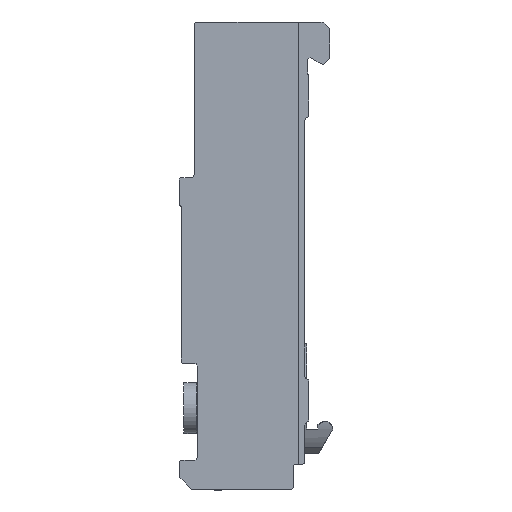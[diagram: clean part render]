
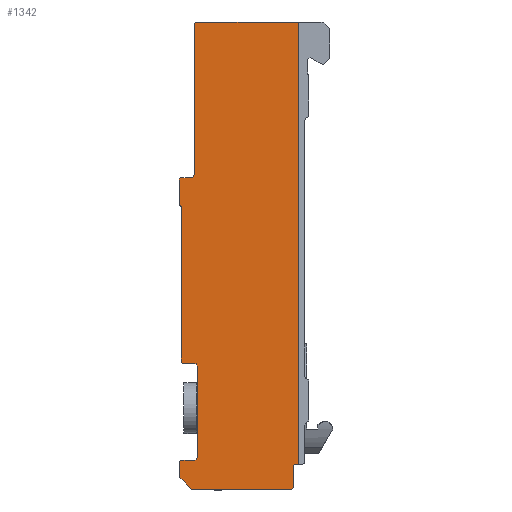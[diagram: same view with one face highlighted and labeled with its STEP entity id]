
A CAD part, front view. The second image highlights one B-rep face of the part: STEP entity #1342.
In plain terms, the highlighted planar face has unit normal (0, -1, 0).
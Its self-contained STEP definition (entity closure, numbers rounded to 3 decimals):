
#862=FACE_OUTER_BOUND('',#2743,.T.);
#1342=ADVANCED_FACE('',(#862),#1887,.F.);
#1887=PLANE('',#12117);
#2743=EDGE_LOOP('',(#6029,#6030,#6031,#6032,#6033,#6034,#6035,#6036,#6037,
#6038,#6039,#6040,#6041,#6042,#6043,#6044,#6045,#6046,#6047,#6048,#6049,
#6050,#6051,#6052,#6053,#6054,#6055));
#3521=LINE('',#17192,#4394);
#3572=LINE('',#17726,#4445);
#3609=LINE('',#17931,#4482);
#3629=LINE('',#17991,#4502);
#3664=LINE('',#18256,#4537);
#3694=LINE('',#18450,#4567);
#3700=LINE('',#18477,#4573);
#3704=LINE('',#18489,#4577);
#3708=LINE('',#18501,#4581);
#3712=LINE('',#18513,#4585);
#3720=LINE('',#18542,#4593);
#3728=LINE('',#18571,#4601);
#3736=LINE('',#18591,#4609);
#3758=LINE('',#18676,#4631);
#4394=VECTOR('',#13348,1.);
#4445=VECTOR('',#13509,1.);
#4482=VECTOR('',#13642,1.);
#4502=VECTOR('',#13702,1.);
#4537=VECTOR('',#13837,1.);
#4567=VECTOR('',#13943,1.);
#4573=VECTOR('',#13969,1.);
#4577=VECTOR('',#13981,1.);
#4581=VECTOR('',#13993,1.);
#4585=VECTOR('',#14005,1.);
#4593=VECTOR('',#14031,1.);
#4601=VECTOR('',#14057,1.);
#4609=VECTOR('',#14073,1.);
#4631=VECTOR('',#14163,1.);
#6029=ORIENTED_EDGE('',*,*,#10102,.F.);
#6030=ORIENTED_EDGE('',*,*,#10281,.T.);
#6031=ORIENTED_EDGE('',*,*,#10238,.F.);
#6032=ORIENTED_EDGE('',*,*,#10230,.F.);
#6033=ORIENTED_EDGE('',*,*,#9820,.F.);
#6034=ORIENTED_EDGE('',*,*,#10042,.F.);
#6035=ORIENTED_EDGE('',*,*,#10030,.F.);
#6036=ORIENTED_EDGE('',*,*,#10015,.F.);
#6037=ORIENTED_EDGE('',*,*,#10000,.F.);
#6038=ORIENTED_EDGE('',*,*,#9985,.F.);
#6039=ORIENTED_EDGE('',*,*,#9970,.F.);
#6040=ORIENTED_EDGE('',*,*,#10228,.F.);
#6041=ORIENTED_EDGE('',*,*,#9938,.F.);
#6042=ORIENTED_EDGE('',*,*,#9929,.F.);
#6043=ORIENTED_EDGE('',*,*,#9920,.F.);
#6044=ORIENTED_EDGE('',*,*,#10212,.F.);
#6045=ORIENTED_EDGE('',*,*,#10200,.F.);
#6046=ORIENTED_EDGE('',*,*,#10197,.F.);
#6047=ORIENTED_EDGE('',*,*,#10194,.F.);
#6048=ORIENTED_EDGE('',*,*,#10191,.F.);
#6049=ORIENTED_EDGE('',*,*,#10188,.F.);
#6050=ORIENTED_EDGE('',*,*,#10185,.F.);
#6051=ORIENTED_EDGE('',*,*,#10182,.F.);
#6052=ORIENTED_EDGE('',*,*,#10179,.F.);
#6053=ORIENTED_EDGE('',*,*,#10172,.F.);
#6054=ORIENTED_EDGE('',*,*,#10165,.F.);
#6055=ORIENTED_EDGE('',*,*,#10107,.F.);
#8612=VERTEX_POINT('',#17191);
#8613=VERTEX_POINT('',#17193);
#8689=VERTEX_POINT('',#17687);
#8692=VERTEX_POINT('',#17707);
#8697=VERTEX_POINT('',#17723);
#8703=VERTEX_POINT('',#17789);
#8727=VERTEX_POINT('',#17865);
#8730=VERTEX_POINT('',#17870);
#8739=VERTEX_POINT('',#17898);
#8749=VERTEX_POINT('',#17928);
#8759=VERTEX_POINT('',#17958);
#8769=VERTEX_POINT('',#17988);
#8817=VERTEX_POINT('',#18254);
#8819=VERTEX_POINT('',#18257);
#8822=VERTEX_POINT('',#18281);
#8857=VERTEX_POINT('',#18451);
#8862=VERTEX_POINT('',#18464);
#8868=VERTEX_POINT('',#18478);
#8870=VERTEX_POINT('',#18484);
#8872=VERTEX_POINT('',#18490);
#8874=VERTEX_POINT('',#18496);
#8876=VERTEX_POINT('',#18502);
#8878=VERTEX_POINT('',#18508);
#8880=VERTEX_POINT('',#18514);
#8882=VERTEX_POINT('',#18520);
#8905=VERTEX_POINT('',#18576);
#8907=VERTEX_POINT('',#18581);
#9820=EDGE_CURVE('',#8612,#8613,#3521,.T.);
#9920=EDGE_CURVE('',#8692,#8689,#11290,.T.);
#9929=EDGE_CURVE('',#8689,#8697,#3572,.T.);
#9938=EDGE_CURVE('',#8697,#8703,#11291,.T.);
#9970=EDGE_CURVE('',#8730,#8727,#11300,.T.);
#9985=EDGE_CURVE('',#8727,#8739,#11301,.T.);
#10000=EDGE_CURVE('',#8739,#8749,#3609,.T.);
#10015=EDGE_CURVE('',#8749,#8759,#11302,.T.);
#10030=EDGE_CURVE('',#8759,#8769,#3629,.T.);
#10042=EDGE_CURVE('',#8769,#8612,#11303,.T.);
#10102=EDGE_CURVE('',#8817,#8819,#3664,.T.);
#10107=EDGE_CURVE('',#8819,#8822,#11322,.T.);
#10165=EDGE_CURVE('',#8822,#8857,#3694,.T.);
#10172=EDGE_CURVE('',#8857,#8862,#11351,.T.);
#10179=EDGE_CURVE('',#8862,#8868,#3700,.T.);
#10182=EDGE_CURVE('',#8868,#8870,#11357,.T.);
#10185=EDGE_CURVE('',#8870,#8872,#3704,.T.);
#10188=EDGE_CURVE('',#8872,#8874,#11359,.T.);
#10191=EDGE_CURVE('',#8874,#8876,#3708,.T.);
#10194=EDGE_CURVE('',#8876,#8878,#11361,.T.);
#10197=EDGE_CURVE('',#8878,#8880,#3712,.T.);
#10200=EDGE_CURVE('',#8880,#8882,#11363,.T.);
#10212=EDGE_CURVE('',#8882,#8692,#3720,.T.);
#10228=EDGE_CURVE('',#8703,#8730,#3728,.T.);
#10230=EDGE_CURVE('',#8613,#8905,#11378,.T.);
#10238=EDGE_CURVE('',#8905,#8907,#3736,.T.);
#10281=EDGE_CURVE('',#8817,#8907,#3758,.T.);
#11290=CIRCLE('',#11879,0.2);
#11291=CIRCLE('',#11886,0.2);
#11300=CIRCLE('',#11908,0.2);
#11301=CIRCLE('',#11923,0.2);
#11302=CIRCLE('',#11943,0.2);
#11303=CIRCLE('',#11963,0.2);
#11322=CIRCLE('',#12002,0.2);
#11351=CIRCLE('',#12043,0.2);
#11357=CIRCLE('',#12051,0.2);
#11359=CIRCLE('',#12055,0.2);
#11361=CIRCLE('',#12059,0.2);
#11363=CIRCLE('',#12063,0.2);
#11378=CIRCLE('',#12081,0.2);
#11879=AXIS2_PLACEMENT_3D('',#17708,#13493,#13494);
#11886=AXIS2_PLACEMENT_3D('',#17807,#13519,#13520);
#11908=AXIS2_PLACEMENT_3D('',#17871,#13579,#13580);
#11923=AXIS2_PLACEMENT_3D('',#17901,#13614,#13615);
#11943=AXIS2_PLACEMENT_3D('',#17961,#13674,#13675);
#11963=AXIS2_PLACEMENT_3D('',#18012,#13731,#13732);
#12002=AXIS2_PLACEMENT_3D('',#18280,#13843,#13844);
#12043=AXIS2_PLACEMENT_3D('',#18463,#13955,#13956);
#12051=AXIS2_PLACEMENT_3D('',#18483,#13975,#13976);
#12055=AXIS2_PLACEMENT_3D('',#18495,#13987,#13988);
#12059=AXIS2_PLACEMENT_3D('',#18507,#13999,#14000);
#12063=AXIS2_PLACEMENT_3D('',#18519,#14011,#14012);
#12081=AXIS2_PLACEMENT_3D('',#18575,#14062,#14063);
#12117=AXIS2_PLACEMENT_3D('',#18677,#14164,#14165);
#13348=DIRECTION('',(0.,0.,1.));
#13493=DIRECTION('',(0.,-1.,0.));
#13494=DIRECTION('',(1.,0.,0.));
#13509=DIRECTION('',(-1.,0.,0.));
#13519=DIRECTION('',(0.,1.,0.));
#13520=DIRECTION('',(1.,0.,0.));
#13579=DIRECTION('',(0.,-1.,0.));
#13580=DIRECTION('',(1.,0.,0.));
#13614=DIRECTION('',(0.,1.,0.));
#13615=DIRECTION('',(1.,0.,0.));
#13642=DIRECTION('',(0.,0.,1.));
#13674=DIRECTION('',(0.,1.,0.));
#13675=DIRECTION('',(1.,0.,0.));
#13702=DIRECTION('',(1.,0.,0.));
#13731=DIRECTION('',(0.,-1.,0.));
#13732=DIRECTION('',(1.,0.,0.));
#13837=DIRECTION('',(-1.,0.,0.));
#13843=DIRECTION('',(0.,-1.,0.));
#13844=DIRECTION('',(1.,0.,0.));
#13943=DIRECTION('',(0.,0.,-1.));
#13955=DIRECTION('',(0.,1.,0.));
#13956=DIRECTION('',(1.,0.,0.));
#13969=DIRECTION('',(-1.,0.,0.));
#13975=DIRECTION('',(0.,1.,0.));
#13976=DIRECTION('',(1.,0.,0.));
#13981=DIRECTION('',(-0.707,0.,0.707));
#13987=DIRECTION('',(0.,1.,0.));
#13988=DIRECTION('',(1.,0.,0.));
#13993=DIRECTION('',(0.,0.,1.));
#13999=DIRECTION('',(0.,1.,0.));
#14000=DIRECTION('',(1.,0.,0.));
#14005=DIRECTION('',(1.,0.,0.));
#14011=DIRECTION('',(0.,-1.,0.));
#14012=DIRECTION('',(1.,0.,0.));
#14031=DIRECTION('',(0.,0.,1.));
#14057=DIRECTION('',(0.,0.,1.));
#14062=DIRECTION('',(0.,1.,0.));
#14063=DIRECTION('',(1.,0.,0.));
#14073=DIRECTION('',(1.,0.,0.));
#14163=DIRECTION('',(0.,0.,1.));
#14164=DIRECTION('',(0.,1.,0.));
#14165=DIRECTION('',(1.,0.,0.));
#17191=CARTESIAN_POINT('',(-17.85,88.,-10.034));
#17192=CARTESIAN_POINT('',(-17.85,88.,-10.034));
#17193=CARTESIAN_POINT('',(-17.85,88.,1.566));
#17687=CARTESIAN_POINT('',(-17.8,88.,-24.584));
#17707=CARTESIAN_POINT('',(-17.6,88.,-24.784));
#17708=CARTESIAN_POINT('',(-17.8,88.,-24.784));
#17723=CARTESIAN_POINT('',(-18.65,88.,-24.584));
#17726=CARTESIAN_POINT('',(-17.8,88.,-24.584));
#17789=CARTESIAN_POINT('',(-18.85,88.,-24.384));
#17807=CARTESIAN_POINT('',(-18.65,88.,-24.384));
#17865=CARTESIAN_POINT('',(-18.925,88.,-12.391));
#17870=CARTESIAN_POINT('',(-18.85,88.,-12.547));
#17871=CARTESIAN_POINT('',(-19.05,88.,-12.547));
#17898=CARTESIAN_POINT('',(-19.,88.,-12.234));
#17901=CARTESIAN_POINT('',(-18.8,88.,-12.234));
#17928=CARTESIAN_POINT('',(-19.,88.,-10.434));
#17931=CARTESIAN_POINT('',(-19.,88.,-12.234));
#17958=CARTESIAN_POINT('',(-18.8,88.,-10.234));
#17961=CARTESIAN_POINT('',(-18.8,88.,-10.434));
#17988=CARTESIAN_POINT('',(-18.05,88.,-10.234));
#17991=CARTESIAN_POINT('',(-18.8,88.,-10.234));
#18012=CARTESIAN_POINT('',(-18.05,88.,-10.034));
#18254=CARTESIAN_POINT('',(-9.8,88.,-32.334));
#18256=CARTESIAN_POINT('',(-9.5,88.,-32.334));
#18257=CARTESIAN_POINT('',(-10.,88.,-32.334));
#18280=CARTESIAN_POINT('',(-10.,88.,-32.534));
#18281=CARTESIAN_POINT('',(-10.2,88.,-32.534));
#18450=CARTESIAN_POINT('',(-10.2,88.,-32.534));
#18451=CARTESIAN_POINT('',(-10.2,88.,-34.134));
#18463=CARTESIAN_POINT('',(-10.4,88.,-34.134));
#18464=CARTESIAN_POINT('',(-10.4,88.,-34.334));
#18477=CARTESIAN_POINT('',(-10.4,88.,-34.334));
#18478=CARTESIAN_POINT('',(-17.917,88.,-34.334));
#18483=CARTESIAN_POINT('',(-17.917,88.,-34.134));
#18484=CARTESIAN_POINT('',(-18.059,88.,-34.276));
#18489=CARTESIAN_POINT('',(-18.059,88.,-34.276));
#18490=CARTESIAN_POINT('',(-18.941,88.,-33.393));
#18495=CARTESIAN_POINT('',(-18.8,88.,-33.252));
#18496=CARTESIAN_POINT('',(-19.,88.,-33.252));
#18501=CARTESIAN_POINT('',(-19.,88.,-33.252));
#18502=CARTESIAN_POINT('',(-19.,88.,-32.234));
#18507=CARTESIAN_POINT('',(-18.8,88.,-32.234));
#18508=CARTESIAN_POINT('',(-18.8,88.,-32.034));
#18513=CARTESIAN_POINT('',(-18.8,88.,-32.034));
#18514=CARTESIAN_POINT('',(-17.8,88.,-32.034));
#18519=CARTESIAN_POINT('',(-17.8,88.,-31.834));
#18520=CARTESIAN_POINT('',(-17.6,88.,-31.834));
#18542=CARTESIAN_POINT('',(-17.6,88.,-31.834));
#18571=CARTESIAN_POINT('',(-18.85,88.,-24.384));
#18575=CARTESIAN_POINT('',(-17.65,88.,1.566));
#18576=CARTESIAN_POINT('',(-17.65,88.,1.766));
#18581=CARTESIAN_POINT('',(-9.8,88.,1.766));
#18591=CARTESIAN_POINT('',(-17.65,88.,1.766));
#18676=CARTESIAN_POINT('',(-9.8,88.,-37.944));
#18677=CARTESIAN_POINT('',(-9.2,88.,-5.434));
